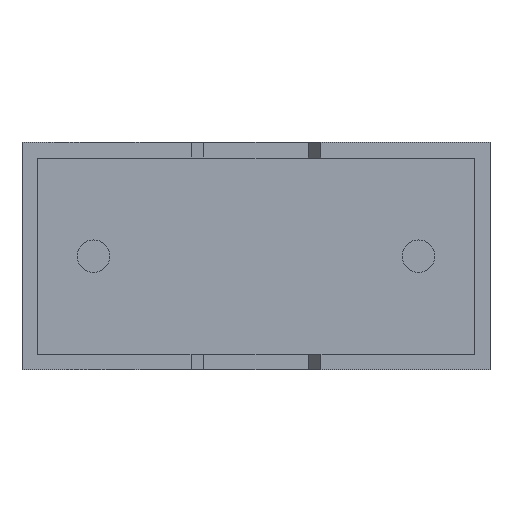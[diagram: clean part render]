
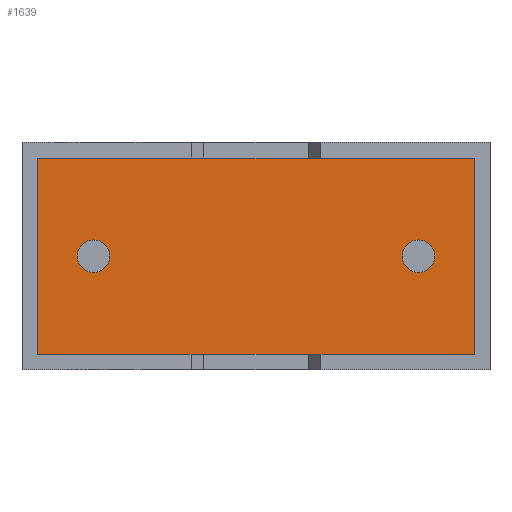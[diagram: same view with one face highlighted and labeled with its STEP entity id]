
A CAD part, front view. The second image highlights one B-rep face of the part: STEP entity #1639.
In plain terms, the highlighted planar face has unit normal (0, -1, 0).
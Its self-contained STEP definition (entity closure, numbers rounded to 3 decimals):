
#10 = VECTOR ( 'NONE', #1359, 1000. ) ;
#57 = VERTEX_POINT ( 'NONE', #1030 ) ;
#63 = CARTESIAN_POINT ( 'NONE',  ( 6.96, 0.75, 0.24 ) ) ;
#119 = ORIENTED_EDGE ( 'NONE', *, *, #2756, .T. ) ;
#134 = CIRCLE ( 'NONE', #1895, 0.25 ) ;
#295 = DIRECTION ( 'NONE',  ( 0., 0., -1. ) ) ;
#346 = VERTEX_POINT ( 'NONE', #1663 ) ;
#356 = CARTESIAN_POINT ( 'NONE',  ( 0.24, 0.75, 3.26 ) ) ;
#435 = VERTEX_POINT ( 'NONE', #1520 ) ;
#547 = VERTEX_POINT ( 'NONE', #356 ) ;
#549 = DIRECTION ( 'NONE',  ( 0., -1., 0. ) ) ;
#621 = EDGE_CURVE ( 'NONE', #1494, #1253, #1717, .T. ) ;
#625 = CIRCLE ( 'NONE', #1812, 0.25 ) ;
#691 = DIRECTION ( 'NONE',  ( 0., 0., -1. ) ) ;
#748 = LINE ( 'NONE', #1573, #1010 ) ;
#759 = FACE_OUTER_BOUND ( 'NONE', #1689, .T. ) ;
#780 = DIRECTION ( 'NONE',  ( 0., 0., 1. ) ) ;
#786 = CARTESIAN_POINT ( 'NONE',  ( 6.1, 0.75, 1.5 ) ) ;
#819 = CARTESIAN_POINT ( 'NONE',  ( 1.1, 0.75, 1.75 ) ) ;
#957 = DIRECTION ( 'NONE',  ( 0., 0., -1. ) ) ;
#1010 = VECTOR ( 'NONE', #2534, 1000. ) ;
#1030 = CARTESIAN_POINT ( 'NONE',  ( 0.24, 0.75, 0.24 ) ) ;
#1036 = DIRECTION ( 'NONE',  ( 0., -1., 0. ) ) ;
#1105 = DIRECTION ( 'NONE',  ( 0., 0., -1. ) ) ;
#1176 = CARTESIAN_POINT ( 'NONE',  ( 0.24, 0.75, 3.26 ) ) ;
#1184 = FACE_BOUND ( 'NONE', #2903, .T. ) ;
#1253 = VERTEX_POINT ( 'NONE', #2952 ) ;
#1293 = CARTESIAN_POINT ( 'NONE',  ( 1.1, 0.75, 2. ) ) ;
#1310 = DIRECTION ( 'NONE',  ( 0., -1., 0. ) ) ;
#1334 = EDGE_CURVE ( 'NONE', #346, #547, #2819, .T. ) ;
#1350 = AXIS2_PLACEMENT_3D ( 'NONE', #2455, #1036, #2676 ) ;
#1359 = DIRECTION ( 'NONE',  ( -1., 0., 0. ) ) ;
#1494 = VERTEX_POINT ( 'NONE', #1293 ) ;
#1520 = CARTESIAN_POINT ( 'NONE',  ( 6.1, 0.75, 2. ) ) ;
#1549 = EDGE_CURVE ( 'NONE', #547, #57, #2397, .T. ) ;
#1573 = CARTESIAN_POINT ( 'NONE',  ( 0.24, 0.75, 0.24 ) ) ;
#1639 = ADVANCED_FACE ( 'NONE', ( #2428, #759, #1184 ), #1736, .T. ) ;
#1645 = VECTOR ( 'NONE', #780, 1000. ) ;
#1663 = CARTESIAN_POINT ( 'NONE',  ( 6.96, 0.75, 3.26 ) ) ;
#1689 = EDGE_LOOP ( 'NONE', ( #2477, #119, #1994, #2657 ) ) ;
#1701 = EDGE_CURVE ( 'NONE', #1253, #1494, #2695, .T. ) ;
#1717 = CIRCLE ( 'NONE', #2924, 0.25 ) ;
#1721 = CARTESIAN_POINT ( 'NONE',  ( 1.1, 0.75, 1.75 ) ) ;
#1736 = PLANE ( 'NONE',  #1350 ) ;
#1801 = ORIENTED_EDGE ( 'NONE', *, *, #2074, .F. ) ;
#1812 = AXIS2_PLACEMENT_3D ( 'NONE', #2412, #2832, #957 ) ;
#1895 = AXIS2_PLACEMENT_3D ( 'NONE', #2973, #2497, #1105 ) ;
#1956 = CARTESIAN_POINT ( 'NONE',  ( 6.96, 0.75, 0.24 ) ) ;
#1994 = ORIENTED_EDGE ( 'NONE', *, *, #2404, .T. ) ;
#1999 = VERTEX_POINT ( 'NONE', #786 ) ;
#2074 = EDGE_CURVE ( 'NONE', #435, #1999, #134, .T. ) ;
#2175 = AXIS2_PLACEMENT_3D ( 'NONE', #1721, #549, #295 ) ;
#2288 = LINE ( 'NONE', #1956, #1645 ) ;
#2312 = VECTOR ( 'NONE', #691, 1000. ) ;
#2397 = LINE ( 'NONE', #1176, #2312 ) ;
#2404 = EDGE_CURVE ( 'NONE', #2470, #346, #2288, .T. ) ;
#2412 = CARTESIAN_POINT ( 'NONE',  ( 6.1, 0.75, 1.75 ) ) ;
#2428 = FACE_BOUND ( 'NONE', #2834, .T. ) ;
#2455 = CARTESIAN_POINT ( 'NONE',  ( 0., 0.75, 0. ) ) ;
#2470 = VERTEX_POINT ( 'NONE', #63 ) ;
#2477 = ORIENTED_EDGE ( 'NONE', *, *, #1549, .T. ) ;
#2497 = DIRECTION ( 'NONE',  ( 0., -1., 0. ) ) ;
#2513 = ORIENTED_EDGE ( 'NONE', *, *, #621, .F. ) ;
#2534 = DIRECTION ( 'NONE',  ( 1., 0., 0. ) ) ;
#2573 = ORIENTED_EDGE ( 'NONE', *, *, #1701, .F. ) ;
#2657 = ORIENTED_EDGE ( 'NONE', *, *, #1334, .T. ) ;
#2676 = DIRECTION ( 'NONE',  ( 0., 0., -1. ) ) ;
#2695 = CIRCLE ( 'NONE', #2175, 0.25 ) ;
#2697 = DIRECTION ( 'NONE',  ( 0., 0., -1. ) ) ;
#2716 = ORIENTED_EDGE ( 'NONE', *, *, #2902, .F. ) ;
#2756 = EDGE_CURVE ( 'NONE', #57, #2470, #748, .T. ) ;
#2819 = LINE ( 'NONE', #2968, #10 ) ;
#2832 = DIRECTION ( 'NONE',  ( 0., -1., 0. ) ) ;
#2834 = EDGE_LOOP ( 'NONE', ( #1801, #2716 ) ) ;
#2902 = EDGE_CURVE ( 'NONE', #1999, #435, #625, .T. ) ;
#2903 = EDGE_LOOP ( 'NONE', ( #2513, #2573 ) ) ;
#2924 = AXIS2_PLACEMENT_3D ( 'NONE', #819, #1310, #2697 ) ;
#2952 = CARTESIAN_POINT ( 'NONE',  ( 1.1, 0.75, 1.5 ) ) ;
#2968 = CARTESIAN_POINT ( 'NONE',  ( 6.96, 0.75, 3.26 ) ) ;
#2973 = CARTESIAN_POINT ( 'NONE',  ( 6.1, 0.75, 1.75 ) ) ;
